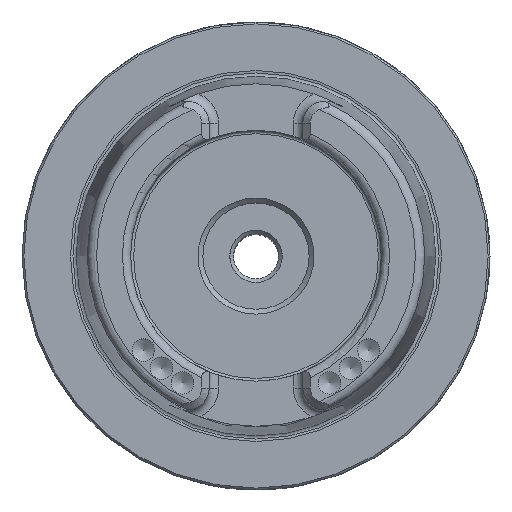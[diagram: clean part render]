
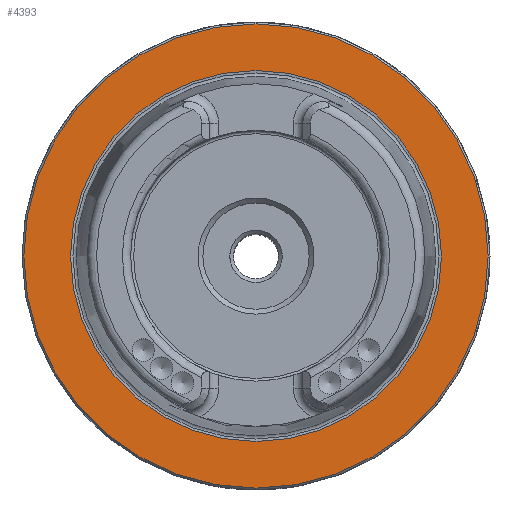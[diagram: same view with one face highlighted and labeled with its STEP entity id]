
A CAD part, top view. The second image highlights one B-rep face of the part: STEP entity #4393.
In plain terms, the highlighted planar face has unit normal (0, 0, 1).
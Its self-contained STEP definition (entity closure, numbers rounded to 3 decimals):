
#415=PLANE('',#4674);
#748=ORIENTED_EDGE('',*,*,#1345,.T.);
#749=ORIENTED_EDGE('',*,*,#1348,.F.);
#1345=EDGE_CURVE('',#1671,#1671,#1913,.T.);
#1348=EDGE_CURVE('',#1674,#1674,#1916,.T.);
#1671=VERTEX_POINT('',#6368);
#1674=VERTEX_POINT('',#6377);
#1913=CIRCLE('',#4669,62.);
#1916=CIRCLE('',#4675,49.536);
#2138=EDGE_LOOP('',(#748));
#2139=EDGE_LOOP('',(#749));
#2485=FACE_BOUND('',#2138,.T.);
#2486=FACE_BOUND('',#2139,.T.);
#4393=ADVANCED_FACE('',(#2485,#2486),#415,.T.);
#4669=AXIS2_PLACEMENT_3D('',#6367,#5263,#5264);
#4674=AXIS2_PLACEMENT_3D('',#6375,#5273,#5274);
#4675=AXIS2_PLACEMENT_3D('',#6376,#5275,#5276);
#5263=DIRECTION('',(0.,0.,1.));
#5264=DIRECTION('',(1.,0.,0.));
#5273=DIRECTION('',(0.,0.,1.));
#5274=DIRECTION('',(1.,0.,0.));
#5275=DIRECTION('',(0.,0.,1.));
#5276=DIRECTION('',(1.,0.,0.));
#6367=CARTESIAN_POINT('',(0.,0.,0.));
#6368=CARTESIAN_POINT('',(62.,0.,0.));
#6375=CARTESIAN_POINT('',(62.,0.,0.));
#6376=CARTESIAN_POINT('',(0.,0.,0.));
#6377=CARTESIAN_POINT('',(49.536,0.,0.));
